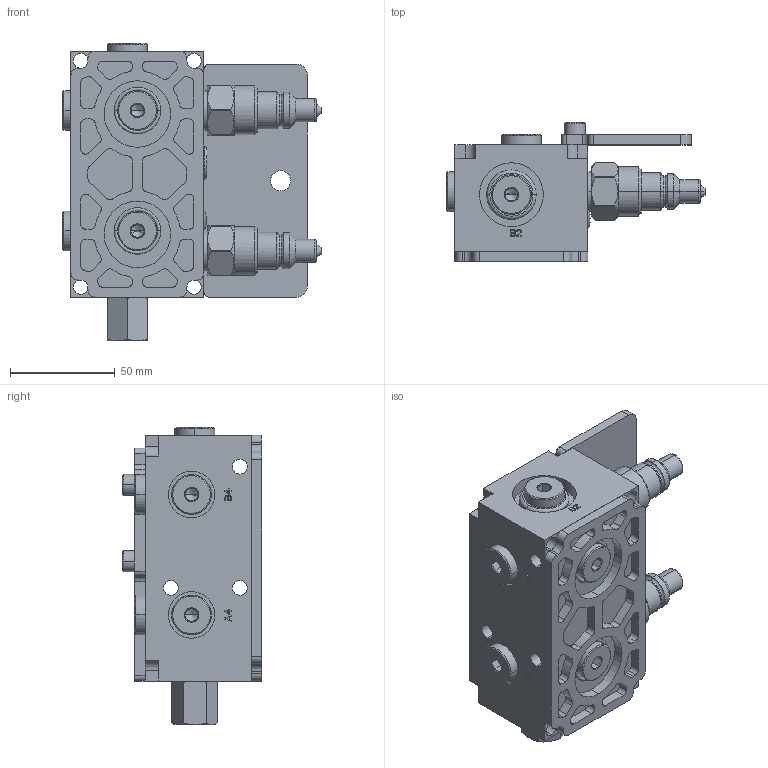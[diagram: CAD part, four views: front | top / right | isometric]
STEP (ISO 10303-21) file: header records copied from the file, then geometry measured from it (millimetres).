
FILE_DESCRIPTION((''),'2;1');
FILE_NAME('ILCM45600703','2010-02-23T',('KR'),(''),'PRO/ENGINEER BY PARAMETRIC TECHNOLOGY CORPORATION, 2007460','PRO/ENGINEER BY PARAMETRIC TECHNOLOGY CORPORATION, 2007460','');
FILE_SCHEMA(('AUTOMOTIVE_DESIGN_CC2 { 1 2 10303 214 -1 1 5 2 }'));
Length unit declared in the file: millimetre
Products named in the file (1): ILCM45600703
Bounding box: 123.18 x 66.47 x 141.95 mm (x, y, z)
Volume: 428141.5 mm3; surface area: 88270.1 mm2
Topology: 2 solids, 7 shells, 1512 faces, 4103 edges, 2695 vertices
Faces by surface type: plane 1053, cylinder 242, cone 130, extrusion 63, torus 20, sphere 4
Entity records: 54589 total; most frequent: CARTESIAN_POINT 10552, ORIENTED_EDGE 8170, DIRECTION 7542, EDGE_CURVE 4085, VECTOR 3120, LINE 3057, VERTEX_POINT 2695, AXIS2_PLACEMENT_3D 2211
